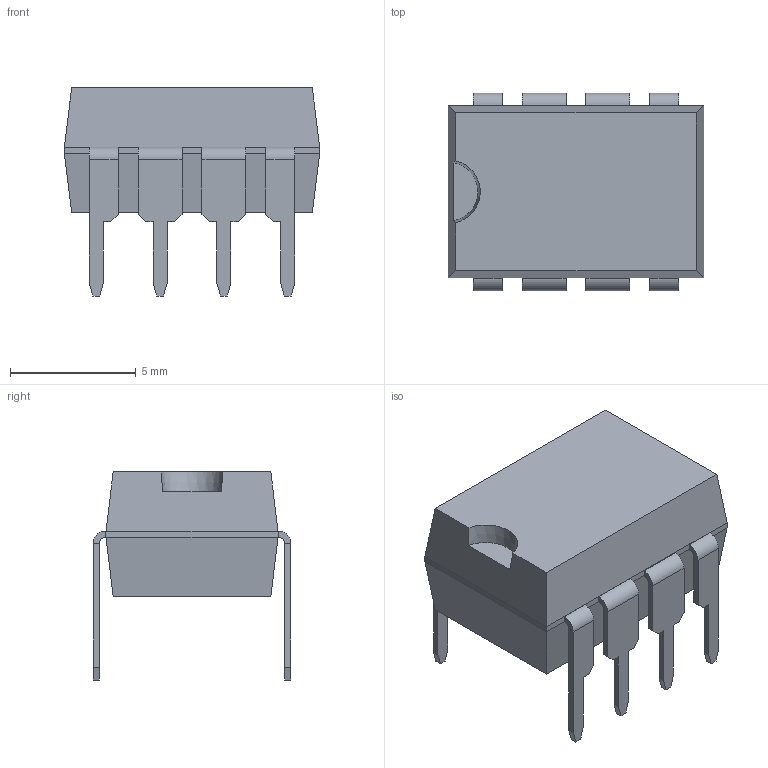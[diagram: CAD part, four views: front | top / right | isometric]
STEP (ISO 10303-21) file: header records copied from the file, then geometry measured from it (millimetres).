
FILE_DESCRIPTION(('STEP AP214'), '1');
FILE_NAME('MS-001BA', '', ('UNSPECIFIED'), ('UNSPECIFIED'), 'ASCON STEP Converter 1.3', 'ASCON Math Kernel', '');
FILE_SCHEMA(('AUTOMOTIVE_DESIGN { 1 0 10303 214 3 1 1}'));
Length unit declared in the file: millimetre
Bounding box: 10.16 x 7.87 x 8.28 mm (x, y, z)
Volume: 333.2 mm3; surface area: 415.9 mm2
Topology: 9 solids, 9 shells, 180 faces, 414 edges, 252 vertices
Faces by surface type: plane 163, cylinder 16, cone 1
Entity records: 6526 total; most frequent: CARTESIAN_POINT 855, ORIENTED_EDGE 828, DIRECTION 808, EDGE_CURVE 414, LINE 378, VECTOR 378, VERTEX_POINT 252, AXIS2_PLACEMENT_3D 215
